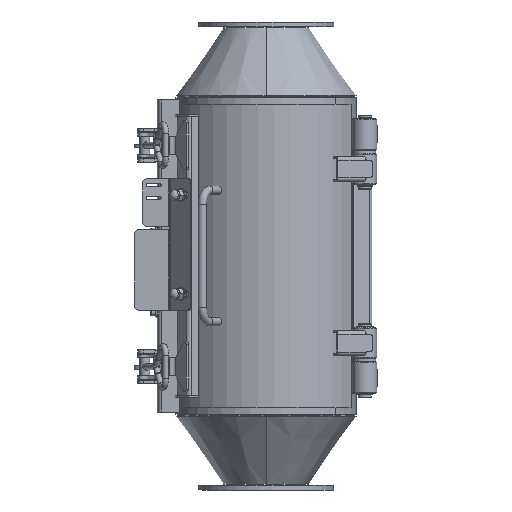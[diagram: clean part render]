
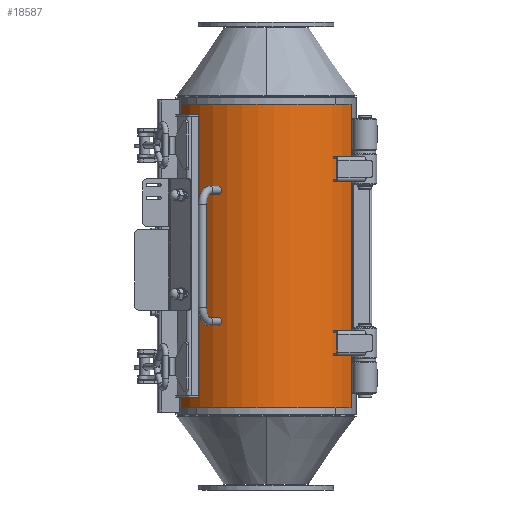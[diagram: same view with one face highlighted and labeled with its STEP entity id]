
A CAD part, front view. The second image highlights one B-rep face of the part: STEP entity #18587.
In plain terms, the highlighted cylindrical face has radius 117 mm (diameter 234 mm), a partial arc.
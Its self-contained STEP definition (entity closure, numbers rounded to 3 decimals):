
#784=LINE('',#29234,#2123);
#787=LINE('',#29245,#2126);
#2123=VECTOR('',#23095,10.);
#2126=VECTOR('',#23106,10.);
#4578=FACE_OUTER_BOUND('',#5910,.T.);
#5910=EDGE_LOOP('',(#13369,#13370,#13371,#13372));
#7247=CIRCLE('',#20079,117.);
#7248=CIRCLE('',#20080,117.);
#8355=VERTEX_POINT('',#29227);
#8358=VERTEX_POINT('',#29232);
#8361=VERTEX_POINT('',#29242);
#8362=VERTEX_POINT('',#29244);
#10220=EDGE_CURVE('',#8358,#8355,#784,.T.);
#10225=EDGE_CURVE('',#8362,#8361,#787,.T.);
#10227=EDGE_CURVE('',#8361,#8355,#7247,.T.);
#10228=EDGE_CURVE('',#8358,#8362,#7248,.T.);
#13369=ORIENTED_EDGE('',*,*,#10227,.T.);
#13370=ORIENTED_EDGE('',*,*,#10220,.F.);
#13371=ORIENTED_EDGE('',*,*,#10228,.T.);
#13372=ORIENTED_EDGE('',*,*,#10225,.T.);
#16746=CYLINDRICAL_SURFACE('',#20078,117.);
#18587=ADVANCED_FACE('',(#4578),#16746,.T.);
#20078=AXIS2_PLACEMENT_3D('',#29247,#23108,#23109);
#20079=AXIS2_PLACEMENT_3D('',#29248,#23110,#23111);
#20080=AXIS2_PLACEMENT_3D('',#29249,#23112,#23113);
#23095=DIRECTION('',(0.,0.,1.));
#23106=DIRECTION('',(0.,0.,1.));
#23108=DIRECTION('center_axis',(0.,0.,
1.));
#23109=DIRECTION('ref_axis',(-0.885,-0.466,0.));
#23110=DIRECTION('center_axis',(0.,0.,
-1.));
#23111=DIRECTION('ref_axis',(-0.885,-0.466,0.));
#23112=DIRECTION('center_axis',(0.,0.,
1.));
#23113=DIRECTION('ref_axis',(-0.885,-0.466,0.));
#29227=CARTESIAN_POINT('',(-103.544,-54.477,378.));
#29232=CARTESIAN_POINT('',(-103.544,-54.477,8.));
#29234=CARTESIAN_POINT('',(-103.544,-54.477,8.));
#29242=CARTESIAN_POINT('',(103.544,-54.477,378.));
#29244=CARTESIAN_POINT('',(103.544,-54.477,8.));
#29245=CARTESIAN_POINT('',(103.544,-54.477,8.));
#29247=CARTESIAN_POINT('Origin',(0.,0.,
8.));
#29248=CARTESIAN_POINT('Origin',(0.,0.,
378.));
#29249=CARTESIAN_POINT('Origin',(0.,0.,
8.));
